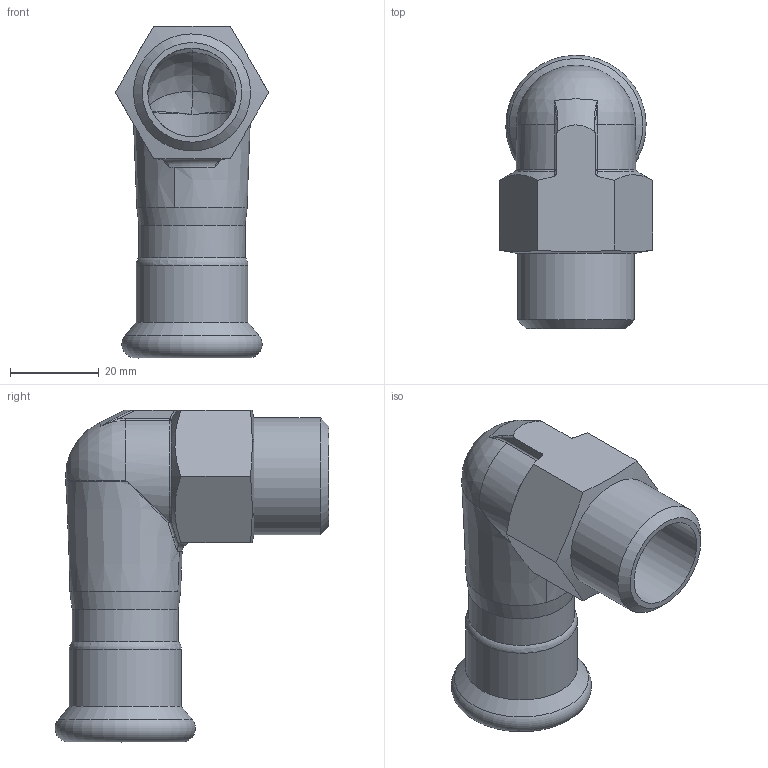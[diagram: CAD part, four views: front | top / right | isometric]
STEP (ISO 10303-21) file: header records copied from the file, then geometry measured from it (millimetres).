
FILE_DESCRIPTION(/* description */ (''),/* implementation_level */ '2;1');
FILE_NAME(/* name */ '43835.stp',/* time_stamp */ '2023-09-08T11:30:04+02:00',/* author */ ('JANAN'),/* organization */ (''),/* preprocessor_version */ 'ST-DEVELOPER v19.2',/* originating_system */ 'Autodesk Inventor 2023',/* authorisation */ '');
FILE_SCHEMA (('AUTOMOTIVE_DESIGN { 1 0 10303 214 3 1 1 }'));
Length unit declared in the file: millimetre
Products named in the file (1): tmp8646.tmp
Bounding box: 34.64 x 61.85 x 75 mm (x, y, z)
Volume: 24420.1 mm3; surface area: 16822.5 mm2
Topology: 1 solids, 1 shells, 102 faces, 254 edges, 146 vertices
Faces by surface type: bspline 48, cylinder 16, torus 11, cone 11, plane 11, sphere 5
Full cylindrical faces by diameter (mm): 20 x1, 21 x3, 22.2 x1, 23.2 x1, 24 x1, 25.3 x1, 26.441 x1
Entity records: 7634 total; most frequent: CARTESIAN_POINT 5383, ORIENTED_EDGE 490, DIRECTION 367, EDGE_CURVE 245, AXIS2_PLACEMENT_3D 164, VERTEX_POINT 146, EDGE_LOOP 105, STYLED_ITEM 103
